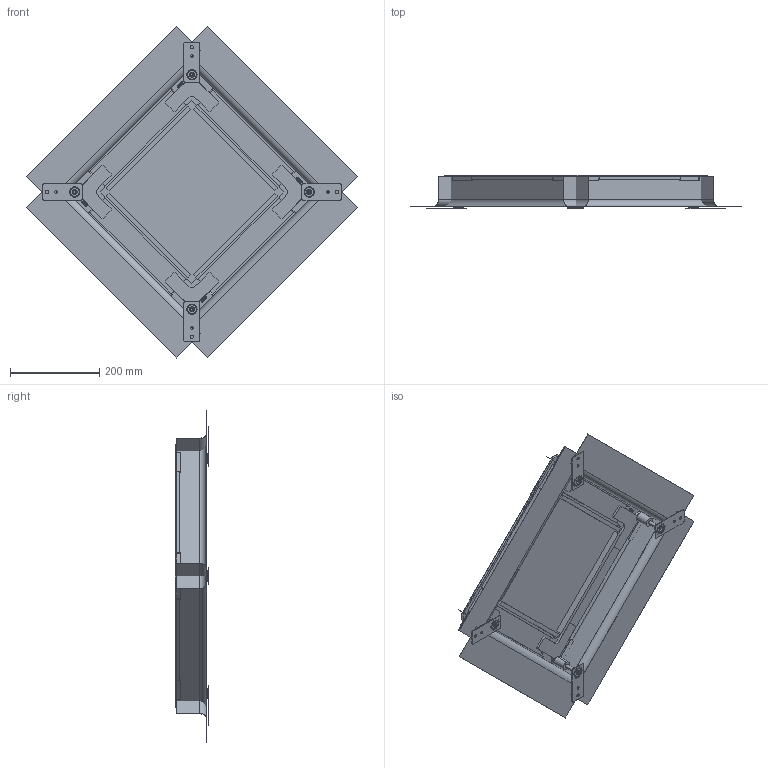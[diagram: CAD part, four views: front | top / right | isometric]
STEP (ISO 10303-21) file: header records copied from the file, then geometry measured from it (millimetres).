
FILE_DESCRIPTION((''),'2;1');
FILE_NAME('U05321KUN_ASM','2022-10-08T21:57:52',('SK00731324'),(''),'CREO PARAMETRIC BY PTC INC, 2020281','CREO PARAMETRIC BY PTC INC, 2020281','');
FILE_SCHEMA(('CONFIG_CONTROL_DESIGN'));
Length unit declared in the file: millimetre
Products named in the file (10): U05347KUN; U05349KUN; U05829KUN_ASM; U09121KUN; U05363KUN; U05354KUN; U05351KUN; U05356KUN; U05341KUN_ASM; U05321KUN_ASM
Assembly tree (24 placements, depth 3):
  U05321KUN_ASM
    U05829KUN_ASM  x4
      U05347KUN
      U05349KUN
    U09121KUN  x4
    U05363KUN  x4
    U05341KUN_ASM
      U05354KUN  x4
      U05351KUN  x4
      U05356KUN
Bounding box: 744.44 x 75 x 744.72 mm (x, y, z)
Volume: 782233.5 mm3; surface area: 1109871.6 mm2
Topology: 25 solids, 29 shells, 910 faces, 2316 edges, 1520 vertices
Faces by surface type: plane 558, cylinder 240, cone 56, extrusion 40, torus 16
Entity records: 7774 total; most frequent: CARTESIAN_POINT 1680, DIRECTION 1270, ORIENTED_EDGE 1172, EDGE_CURVE 588, AXIS2_PLACEMENT_3D 427, VECTOR 416, LINE 406, VERTEX_POINT 386
